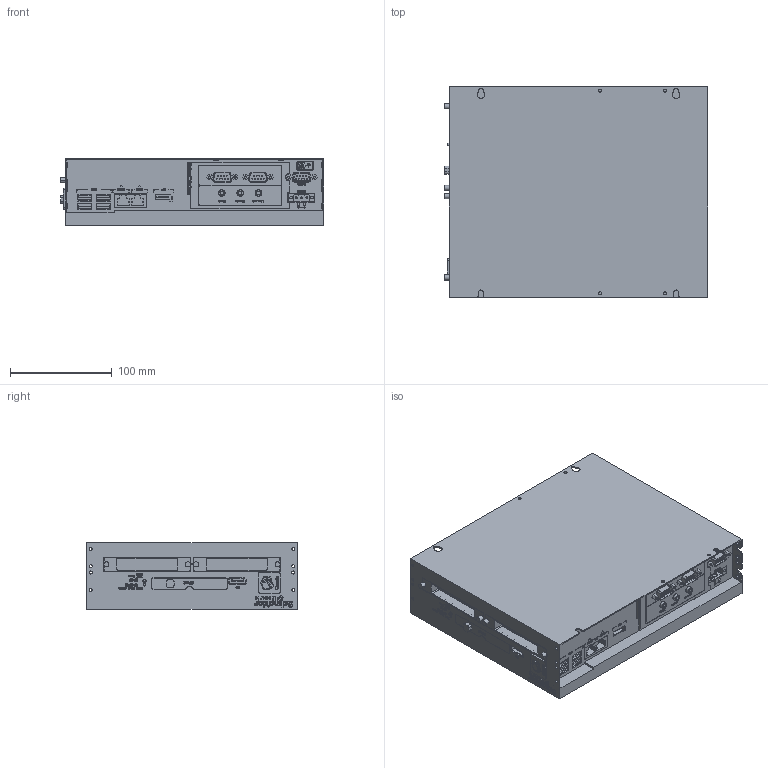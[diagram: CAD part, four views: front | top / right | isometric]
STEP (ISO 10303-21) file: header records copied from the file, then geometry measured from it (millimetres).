
FILE_DESCRIPTION(('STEP AP242'),'1');
FILE_NAME('hmibmusi29d2801.stp','2021-01-05T13:30:07',('TraceParts'),('TraceParts S.A.'),'Spatial InterOp 3D',' ',' ');
FILE_SCHEMA(('AP242_MANAGED_MODEL_BASED_3D_ENGINEERING_MIM_LF {1 0 10303 442 1 1 4}'));
Length unit declared in the file: millimetre
Products named in the file (1): hmibmusi29d2801_1
Bounding box: 259 x 207 x 65.3 mm (x, y, z)
Volume: 3099302.3 mm3; surface area: 205595.8 mm2
Topology: 5 solids, 5 shells, 3485 faces, 9298 edges, 6185 vertices
Faces by surface type: plane 1623, extrusion 1389, cylinder 461, revolution 10, torus 2
Entity records: 164481 total; most frequent: CARTESIAN_POINT 82900, ORIENTED_EDGE 18596, DIRECTION 12529, EDGE_CURVE 9298, VECTOR 6391, VERTEX_POINT 6185, LINE 5002, B_SPLINE_CURVE_WITH_KNOTS 4722
